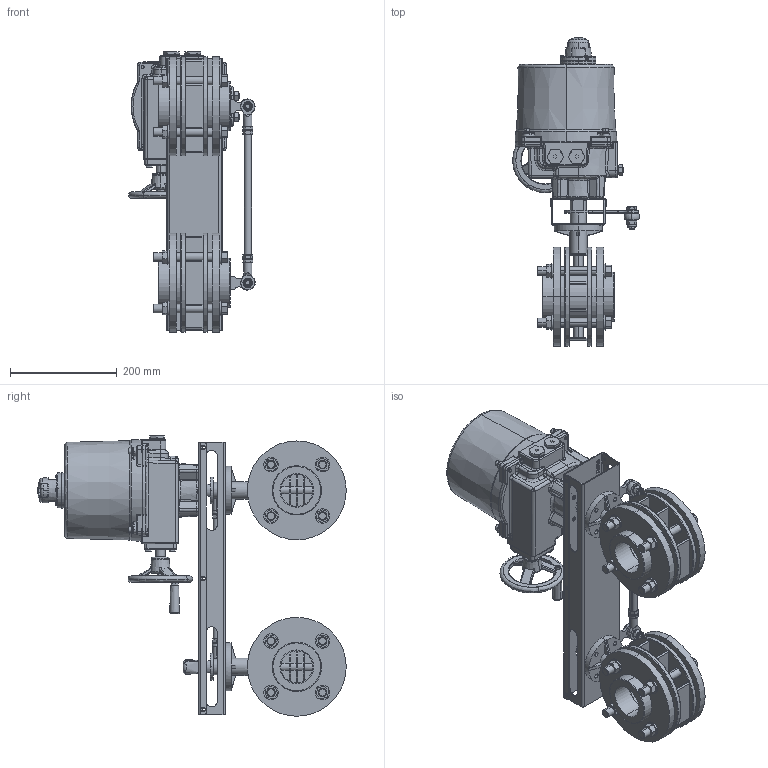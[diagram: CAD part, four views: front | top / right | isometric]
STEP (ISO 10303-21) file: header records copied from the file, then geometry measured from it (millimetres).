
FILE_DESCRIPTION (( 'STEP AP214' ), '1' );
FILE_NAME ('Twinvalve 330 63-63.STEP', '2018-04-16T09:41:42', ( '' ), ( '' ), 'SwSTEP 2.0', 'SolidWorks 2014', '' );
FILE_SCHEMA (( 'AUTOMOTIVE_DESIGN' ));
Length unit declared in the file: millimetre
Products named in the file (18): 280400370; 280400370-001; 280400370-002; 280300474; 280300474-002; 280300474-001; borgmoer DIN 985_DIN EN ISO 7040 - M10 - N; Twinvalve 330 63-63; zeskantbout ISO 4017_ISO 4017 - M10 x 35-N; 6_78_075 met 63 kraagbus; 6_76_075-063-2; 6_70_075-1; meubeldop; zeskantmoer DIN 934_Hexagon Nut ISO 4032 - M10 - W - N; veerring DIN 127B_Spring washer DIN 128 - A10; 9261 SGS-M10x1,25---(S_0_0_0)_HI; 280435010; OM2_3 4-way indicator+(F07 F10) in high cover (1)
Assembly tree (24 placements, depth 3):
  Twinvalve 330 63-63
    280300474
      280300474-001
      280300474-002
    280400370  x2
      280400370-002
      280400370-001
    OM2_3 4-way indicator+(F07 F10) in high cover (1)
    280435010
    9261 SGS-M10x1,25---(S_0_0_0)_HI  x2
    veerring DIN 127B_Spring washer DIN 128 - A10  x2
    zeskantmoer DIN 934_Hexagon Nut ISO 4032 - M10 - W - N  x2
    meubeldop
    6_78_075 met 63 kraagbus  x2
      6_70_075-1
      6_76_075-063-2
    zeskantbout ISO 4017_ISO 4017 - M10 x 35-N  x2
    borgmoer DIN 985_DIN EN ISO 7040 - M10 - N  x2
Bounding box: 236.7 x 577.09 x 524.7 mm (x, y, z)
Volume: 3896059.4 mm3; surface area: 1304283.6 mm2
Topology: 22 solids, 25 shells, 3416 faces, 8979 edges, 5666 vertices
Faces by surface type: plane 1195, cylinder 870, bspline 813, cone 490, torus 36, sphere 12
Full cylindrical faces by diameter (mm): 3 x7
Entity records: 150359 total; most frequent: CARTESIAN_POINT 83452, ORIENTED_EDGE 14891, DIRECTION 9960, EDGE_CURVE 7460, VERTEX_POINT 4757, AXIS2_PLACEMENT_3D 3511, EDGE_LOOP 3174, LINE 2938
